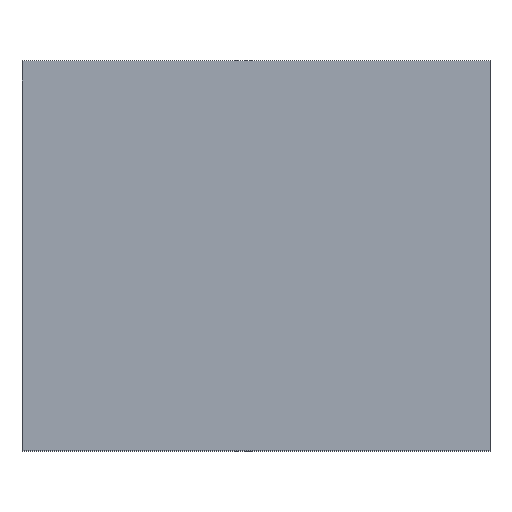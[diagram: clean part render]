
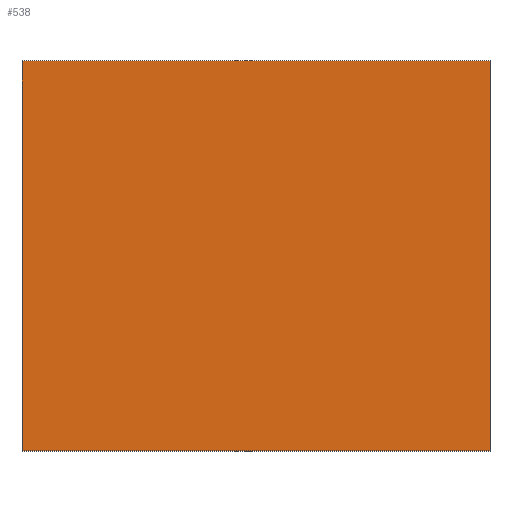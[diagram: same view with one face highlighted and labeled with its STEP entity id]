
A CAD part, top view. The second image highlights one B-rep face of the part: STEP entity #538.
In plain terms, the highlighted planar face has unit normal (0, 0, 1).
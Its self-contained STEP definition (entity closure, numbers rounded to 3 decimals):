
#12 = EDGE_CURVE ( 'NONE', #762, #1008, #691, .T. ) ;
#15 = EDGE_CURVE ( 'NONE', #361, #1072, #1452, .T. ) ;
#73 = ORIENTED_EDGE ( 'NONE', *, *, #12, .T. ) ;
#153 = DIRECTION ( 'NONE',  ( 0., 1., 0. ) ) ;
#176 = DIRECTION ( 'NONE',  ( 0., 0., 1. ) ) ;
#209 = CARTESIAN_POINT ( 'NONE',  ( 3., 2.5, 0.75 ) ) ;
#249 = LINE ( 'NONE', #1060, #744 ) ;
#333 = EDGE_CURVE ( 'NONE', #1008, #361, #401, .T. ) ;
#361 = VERTEX_POINT ( 'NONE', #1186 ) ;
#394 = EDGE_LOOP ( 'NONE', ( #1325, #73, #1509, #1213 ) ) ;
#401 = LINE ( 'NONE', #622, #676 ) ;
#538 = ADVANCED_FACE ( 'NONE', ( #822 ), #873, .T. ) ;
#598 = DIRECTION ( 'NONE',  ( 0., -1., 0. ) ) ;
#622 = CARTESIAN_POINT ( 'NONE',  ( 3., -2.5, 0.75 ) ) ;
#659 = AXIS2_PLACEMENT_3D ( 'NONE', #1231, #176, #756 ) ;
#676 = VECTOR ( 'NONE', #153, 1000. ) ;
#691 = LINE ( 'NONE', #899, #1468 ) ;
#719 = CARTESIAN_POINT ( 'NONE',  ( -3., 2.5, 0.75 ) ) ;
#744 = VECTOR ( 'NONE', #598, 1000. ) ;
#756 = DIRECTION ( 'NONE',  ( 1., 0., 0. ) ) ;
#762 = VERTEX_POINT ( 'NONE', #883 ) ;
#797 = VECTOR ( 'NONE', #1020, 1000. ) ;
#822 = FACE_OUTER_BOUND ( 'NONE', #394, .T. ) ;
#873 = PLANE ( 'NONE',  #659 ) ;
#883 = CARTESIAN_POINT ( 'NONE',  ( -3., -2.5, 0.75 ) ) ;
#899 = CARTESIAN_POINT ( 'NONE',  ( 3., -2.5, 0.75 ) ) ;
#1008 = VERTEX_POINT ( 'NONE', #1523 ) ;
#1020 = DIRECTION ( 'NONE',  ( -1., 0., 0. ) ) ;
#1060 = CARTESIAN_POINT ( 'NONE',  ( -3., -2.5, 0.75 ) ) ;
#1072 = VERTEX_POINT ( 'NONE', #719 ) ;
#1186 = CARTESIAN_POINT ( 'NONE',  ( 3., 2.5, 0.75 ) ) ;
#1213 = ORIENTED_EDGE ( 'NONE', *, *, #15, .T. ) ;
#1231 = CARTESIAN_POINT ( 'NONE',  ( 0., 0., 0.75 ) ) ;
#1325 = ORIENTED_EDGE ( 'NONE', *, *, #1408, .T. ) ;
#1384 = DIRECTION ( 'NONE',  ( 1., 0., 0. ) ) ;
#1408 = EDGE_CURVE ( 'NONE', #1072, #762, #249, .T. ) ;
#1452 = LINE ( 'NONE', #209, #797 ) ;
#1468 = VECTOR ( 'NONE', #1384, 1000. ) ;
#1509 = ORIENTED_EDGE ( 'NONE', *, *, #333, .T. ) ;
#1523 = CARTESIAN_POINT ( 'NONE',  ( 3., -2.5, 0.75 ) ) ;
